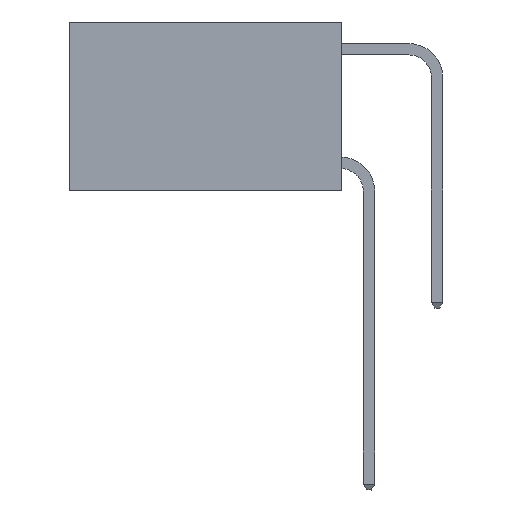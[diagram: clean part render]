
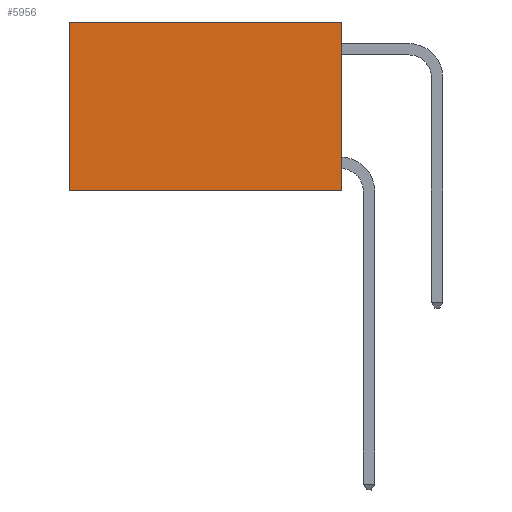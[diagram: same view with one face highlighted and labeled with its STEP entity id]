
A CAD part, left-side view. The second image highlights one B-rep face of the part: STEP entity #5956.
In plain terms, the highlighted planar face has unit normal (-1, 0, 0).
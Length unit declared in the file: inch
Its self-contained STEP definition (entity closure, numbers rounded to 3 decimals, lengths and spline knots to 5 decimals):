
#539 = PLANE ( 'NONE',  #3335 ) ;
#671 = DIRECTION ( 'NONE',  ( 0., 0., -1. ) ) ;
#715 = DIRECTION ( 'NONE',  ( 0., 0., -1. ) ) ;
#1834 = LINE ( 'NONE', #17404, #8903 ) ;
#1905 = VECTOR ( 'NONE', #671, 39.37008 ) ;
#2926 = EDGE_CURVE ( 'NONE', #17456, #9483, #1834, .T. ) ;
#3067 = VERTEX_POINT ( 'NONE', #16255 ) ;
#3335 = AXIS2_PLACEMENT_3D ( 'NONE', #14470, #13178, #4852 ) ;
#3377 = DIRECTION ( 'NONE',  ( 0., 1., 0. ) ) ;
#4632 = VECTOR ( 'NONE', #9346, 39.37008 ) ;
#4852 = DIRECTION ( 'NONE',  ( 0., 0., -1. ) ) ;
#4930 = CARTESIAN_POINT ( 'NONE',  ( 0.2625, 0.6, 0. ) ) ;
#5667 = LINE ( 'NONE', #4930, #1905 ) ;
#5701 = FACE_OUTER_BOUND ( 'NONE', #10475, .T. ) ;
#5892 = ORIENTED_EDGE ( 'NONE', *, *, #6851, .T. ) ;
#5956 = ADVANCED_FACE ( 'NONE', ( #5701 ), #539, .F. ) ;
#6332 = ORIENTED_EDGE ( 'NONE', *, *, #13786, .F. ) ;
#6763 = ORIENTED_EDGE ( 'NONE', *, *, #16370, .T. ) ;
#6851 = EDGE_CURVE ( 'NONE', #3067, #11092, #5667, .T. ) ;
#8379 = LINE ( 'NONE', #12121, #4632 ) ;
#8903 = VECTOR ( 'NONE', #715, 39.37008 ) ;
#9346 = DIRECTION ( 'NONE',  ( 0., 1., 0. ) ) ;
#9483 = VERTEX_POINT ( 'NONE', #12030 ) ;
#10475 = EDGE_LOOP ( 'NONE', ( #5892, #6332, #17331, #6763 ) ) ;
#11092 = VERTEX_POINT ( 'NONE', #12118 ) ;
#11743 = CARTESIAN_POINT ( 'NONE',  ( 0.2625, 0., 0. ) ) ;
#11935 = LINE ( 'NONE', #11743, #15991 ) ;
#12030 = CARTESIAN_POINT ( 'NONE',  ( 0.2625, 0., -0.37 ) ) ;
#12118 = CARTESIAN_POINT ( 'NONE',  ( 0.2625, 0.6, -0.37 ) ) ;
#12121 = CARTESIAN_POINT ( 'NONE',  ( 0.2625, 0., -0.37 ) ) ;
#13178 = DIRECTION ( 'NONE',  ( 1., 0., 0. ) ) ;
#13786 = EDGE_CURVE ( 'NONE', #9483, #11092, #8379, .T. ) ;
#13898 = CARTESIAN_POINT ( 'NONE',  ( 0.2625, 0., 0. ) ) ;
#14470 = CARTESIAN_POINT ( 'NONE',  ( 0.2625, 0., 0. ) ) ;
#15991 = VECTOR ( 'NONE', #3377, 39.37008 ) ;
#16255 = CARTESIAN_POINT ( 'NONE',  ( 0.2625, 0.6, 0. ) ) ;
#16370 = EDGE_CURVE ( 'NONE', #17456, #3067, #11935, .T. ) ;
#17331 = ORIENTED_EDGE ( 'NONE', *, *, #2926, .F. ) ;
#17404 = CARTESIAN_POINT ( 'NONE',  ( 0.2625, 0., 0. ) ) ;
#17456 = VERTEX_POINT ( 'NONE', #13898 ) ;
